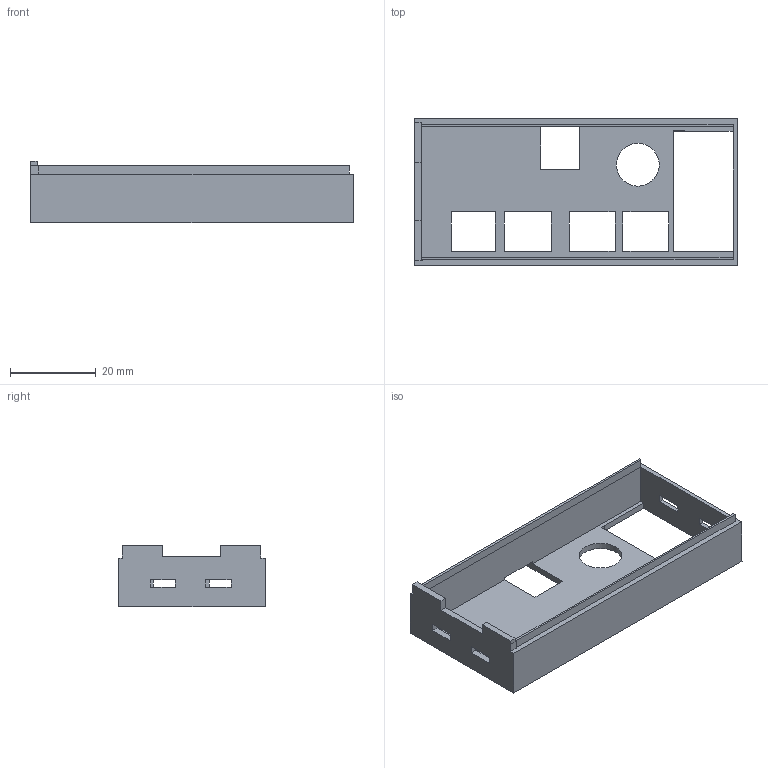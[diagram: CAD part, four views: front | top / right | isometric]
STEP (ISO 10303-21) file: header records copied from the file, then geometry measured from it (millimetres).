
FILE_DESCRIPTION(/* description */ ('STEP AP242','CAx-IF Rec.Pracs.---Representation and Presentation of Product Manufacturing Information (PMI)---4.0---2014-10-13','CAx-IF Rec.Pracs.---3D Tessellated Geometry---0.4---2014-09-14','2;1'),/* implementation_level */ '2;1');
FILE_NAME(/* name */ '65301a5dac72a5213bf33667',/* time_stamp */ '2023-10-18T17:48:13Z',/* author */ (''),/* organization */ (''),/* preprocessor_version */ 'ST-DEVELOPER v19.4',/* originating_system */ ' ',/* authorisation */ ' ');
FILE_SCHEMA (('AP242_MANAGED_MODEL_BASED_3D_ENGINEERING_MIM_LF { 1 0 10303 442 1 1 4 }'));
Length unit declared in the file: metre
Products named in the file (1): Signal_gen_box v14
Bounding box: 75.25 x 34.25 x 14.3 mm (x, y, z)
Volume: 6055 mm3; surface area: 8907.5 mm2
Topology: 1 solids, 1 shells, 76 faces, 225 edges, 147 vertices
Faces by surface type: plane 75, cylinder 1
Full cylindrical faces by diameter (mm): 10 x1
Entity records: 2544 total; most frequent: ORIENTED_EDGE 448, CARTESIAN_POINT 448, DIRECTION 380, EDGE_CURVE 224, LINE 222, VECTOR 222, VERTEX_POINT 147, EDGE_LOOP 97
